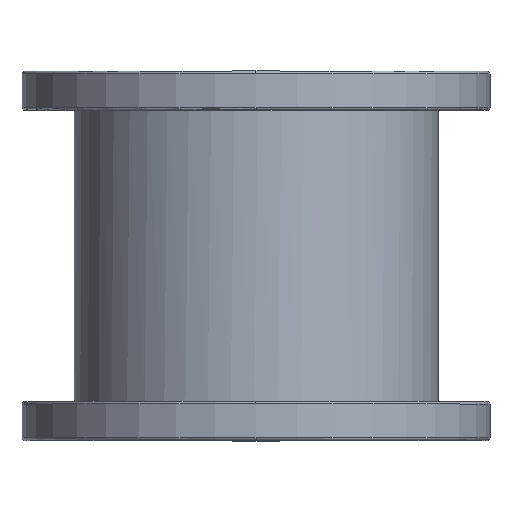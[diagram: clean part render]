
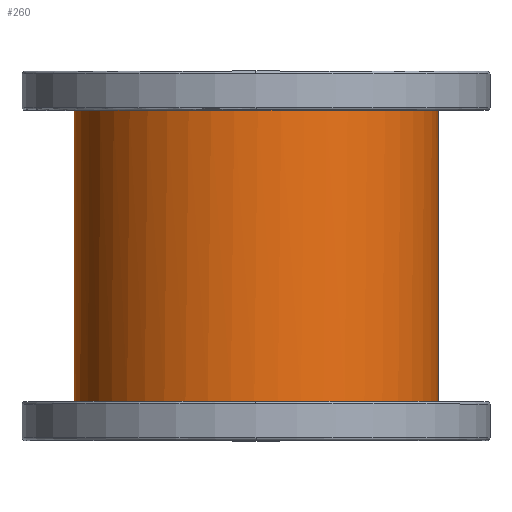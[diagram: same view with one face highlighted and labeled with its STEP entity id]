
A CAD part, top view. The second image highlights one B-rep face of the part: STEP entity #260.
In plain terms, the highlighted cylindrical face has radius 7 mm (diameter 14 mm), a partial arc.
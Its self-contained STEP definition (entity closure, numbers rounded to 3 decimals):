
#5 = CARTESIAN_POINT ( 'NONE',  ( -6.117, 12.7, 3.525 ) ) ;
#10 = CARTESIAN_POINT ( 'NONE',  ( -0.916, 12.7, 7. ) ) ;
#13 = CARTESIAN_POINT ( 'NONE',  ( 6.117, 12.7, 3.525 ) ) ;
#20 = VECTOR ( 'NONE', #499, 1000. ) ;
#67 = CARTESIAN_POINT ( 'NONE',  ( 3.525, 12.7, 6.117 ) ) ;
#70 = CARTESIAN_POINT ( 'NONE',  ( -1.832, 12.7, 6.818 ) ) ;
#77 = ORIENTED_EDGE ( 'NONE', *, *, #339, .T. ) ;
#80 = CARTESIAN_POINT ( 'NONE',  ( -1.832, 1.5, 6.818 ) ) ;
#90 = DIRECTION ( 'NONE',  ( 0., -1., 0. ) ) ;
#97 = CARTESIAN_POINT ( 'NONE',  ( -7., 7.1, 0. ) ) ;
#135 = CARTESIAN_POINT ( 'NONE',  ( 6.818, 12.7, 1.832 ) ) ;
#148 = CARTESIAN_POINT ( 'NONE',  ( 4.302, 12.7, 5.598 ) ) ;
#149 = CARTESIAN_POINT ( 'NONE',  ( 0., 7.1, 0. ) ) ;
#150 = CARTESIAN_POINT ( 'NONE',  ( 5.598, 12.7, 4.302 ) ) ;
#152 = EDGE_CURVE ( 'NONE', #389, #712, #413, .T. ) ;
#198 = CARTESIAN_POINT ( 'NONE',  ( -0.916, 1.5, 7. ) ) ;
#201 = CARTESIAN_POINT ( 'NONE',  ( 7., 12.7, 0.916 ) ) ;
#206 = CARTESIAN_POINT ( 'NONE',  ( -7., 1.5, 0. ) ) ;
#235 = EDGE_LOOP ( 'NONE', ( #350, #680, #77, #309 ) ) ;
#242 = CARTESIAN_POINT ( 'NONE',  ( 7., 12.7, 0. ) ) ;
#259 = CARTESIAN_POINT ( 'NONE',  ( 5.598, 1.5, 4.302 ) ) ;
#260 = ADVANCED_FACE ( 'NONE', ( #539 ), #732, .T. ) ;
#268 = CARTESIAN_POINT ( 'NONE',  ( 1.832, 12.7, 6.818 ) ) ;
#281 = CARTESIAN_POINT ( 'NONE',  ( 7., 1.5, 0.916 ) ) ;
#309 = ORIENTED_EDGE ( 'NONE', *, *, #644, .T. ) ;
#322 = CARTESIAN_POINT ( 'NONE',  ( -6.818, 1.5, 1.832 ) ) ;
#326 = CARTESIAN_POINT ( 'NONE',  ( 4.302, 1.5, 5.598 ) ) ;
#328 = CARTESIAN_POINT ( 'NONE',  ( -5.598, 12.7, 4.302 ) ) ;
#332 = CARTESIAN_POINT ( 'NONE',  ( 0.916, 1.5, 7. ) ) ;
#339 = EDGE_CURVE ( 'NONE', #373, #493, #360, .T. ) ;
#350 = ORIENTED_EDGE ( 'NONE', *, *, #152, .F. ) ;
#352 = VECTOR ( 'NONE', #90, 1000. ) ;
#360 = LINE ( 'NONE', #97, #20 ) ;
#373 = VERTEX_POINT ( 'NONE', #743 ) ;
#389 = VERTEX_POINT ( 'NONE', #242 ) ;
#391 = CARTESIAN_POINT ( 'NONE',  ( -7., 12.7, 0. ) ) ;
#405 = DIRECTION ( 'NONE',  ( 0., 1., 0. ) ) ;
#406 = B_SPLINE_CURVE_WITH_KNOTS ( 'NONE', 3,
 ( #463, #201, #135, #13, #150, #148, #67, #268, #537, #10, #70, #648, #592, #328, #5, #532, #470, #391 ),
 .UNSPECIFIED., .F., .F.,
 ( 4, 2, 2, 2, 2, 2, 2, 2, 4 ),
 ( 0., 0.125, 0.25, 0.375, 0.5, 0.625, 0.75, 0.875, 1. ),
 .UNSPECIFIED. ) ;
#413 = LINE ( 'NONE', #796, #352 ) ;
#462 = B_SPLINE_CURVE_WITH_KNOTS ( 'NONE', 3,
 ( #206, #658, #322, #803, #595, #587, #530, #80, #198, #332, #474, #528, #326, #259, #466, #723, #281, #482 ),
 .UNSPECIFIED., .F., .F.,
 ( 4, 2, 2, 2, 2, 2, 2, 2, 4 ),
 ( 0., 0.125, 0.25, 0.375, 0.5, 0.625, 0.75, 0.875, 1. ),
 .UNSPECIFIED. ) ;
#463 = CARTESIAN_POINT ( 'NONE',  ( 7., 12.7, 0. ) ) ;
#466 = CARTESIAN_POINT ( 'NONE',  ( 6.117, 1.5, 3.525 ) ) ;
#470 = CARTESIAN_POINT ( 'NONE',  ( -7., 12.7, 0.916 ) ) ;
#474 = CARTESIAN_POINT ( 'NONE',  ( 1.832, 1.5, 6.818 ) ) ;
#482 = CARTESIAN_POINT ( 'NONE',  ( 7., 1.5, 0. ) ) ;
#493 = VERTEX_POINT ( 'NONE', #639 ) ;
#499 = DIRECTION ( 'NONE',  ( 0., -1., 0. ) ) ;
#528 = CARTESIAN_POINT ( 'NONE',  ( 3.525, 1.5, 6.117 ) ) ;
#530 = CARTESIAN_POINT ( 'NONE',  ( -3.525, 1.5, 6.117 ) ) ;
#532 = CARTESIAN_POINT ( 'NONE',  ( -6.818, 12.7, 1.832 ) ) ;
#537 = CARTESIAN_POINT ( 'NONE',  ( 0.916, 12.7, 7. ) ) ;
#539 = FACE_OUTER_BOUND ( 'NONE', #235, .T. ) ;
#550 = CARTESIAN_POINT ( 'NONE',  ( 7., 1.5, 0. ) ) ;
#568 = EDGE_CURVE ( 'NONE', #389, #373, #406, .T. ) ;
#587 = CARTESIAN_POINT ( 'NONE',  ( -4.302, 1.5, 5.598 ) ) ;
#592 = CARTESIAN_POINT ( 'NONE',  ( -4.302, 12.7, 5.598 ) ) ;
#595 = CARTESIAN_POINT ( 'NONE',  ( -5.598, 1.5, 4.302 ) ) ;
#639 = CARTESIAN_POINT ( 'NONE',  ( -7., 1.5, 0. ) ) ;
#644 = EDGE_CURVE ( 'NONE', #493, #712, #462, .T. ) ;
#648 = CARTESIAN_POINT ( 'NONE',  ( -3.525, 12.7, 6.117 ) ) ;
#658 = CARTESIAN_POINT ( 'NONE',  ( -7., 1.5, 0.916 ) ) ;
#680 = ORIENTED_EDGE ( 'NONE', *, *, #568, .T. ) ;
#712 = VERTEX_POINT ( 'NONE', #550 ) ;
#723 = CARTESIAN_POINT ( 'NONE',  ( 6.818, 1.5, 1.832 ) ) ;
#732 = CYLINDRICAL_SURFACE ( 'NONE', #839, 7. ) ;
#743 = CARTESIAN_POINT ( 'NONE',  ( -7., 12.7, 0. ) ) ;
#796 = CARTESIAN_POINT ( 'NONE',  ( 7., 7.1, 0. ) ) ;
#803 = CARTESIAN_POINT ( 'NONE',  ( -6.117, 1.5, 3.525 ) ) ;
#805 = DIRECTION ( 'NONE',  ( 1., 0., 0. ) ) ;
#839 = AXIS2_PLACEMENT_3D ( 'NONE', #149, #405, #805 ) ;
